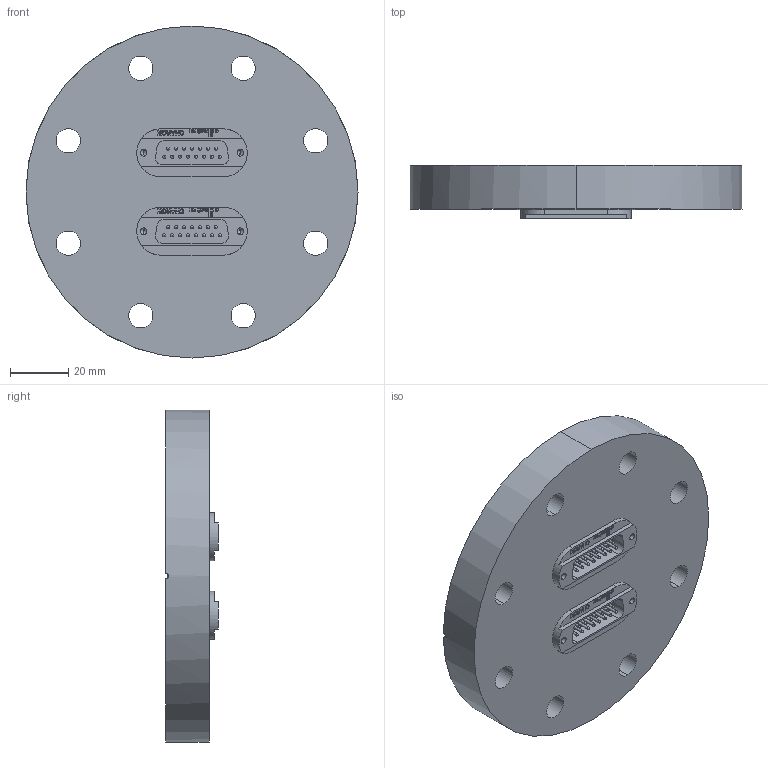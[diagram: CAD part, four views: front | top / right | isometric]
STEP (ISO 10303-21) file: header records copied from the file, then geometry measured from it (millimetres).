
FILE_DESCRIPTION (( 'STEP AP214' ), '1' );
FILE_NAME ('210-D15-C63-2.STEP', '2016-04-29T09:14:20', ( 'allectra' ), ( 'Microsoft' ), 'SwSTEP 2.0', 'SolidWorks 2014', '' );
FILE_SCHEMA (( 'AUTOMOTIVE_DESIGN' ));
Length unit declared in the file: millimetre
Products named in the file (38): 9210-PIN-FENI; 9218-D9-37-SS; 9210-D15-C63-2; 210-D15-C63-2; 218-D9-37-SS_218-D15-SS; 9210-PIN-FENI_Pin vergoldet; 9218-D9-37-SS_15pin 1mm beschr.; 9210-D15-C63-2_DN63
Assembly tree (19 placements, depth 3):
  9210-PIN-FENI
  9210-PIN-FENI
  9210-PIN-FENI
  9210-PIN-FENI
  9210-PIN-FENI
Bounding box: 114.3 x 18.2 x 114.3 mm (x, y, z)
Volume: 137342.7 mm3; surface area: 38506.4 mm2
Topology: 33 solids, 33 shells, 700 faces, 1930 edges, 1272 vertices
Faces by surface type: plane 292, cylinder 274, sphere 60, bspline 54, cone 20
Entity records: 12268 total; most frequent: CARTESIAN_POINT 3559, ORIENTED_EDGE 1670, DIRECTION 1649, EDGE_CURVE 835, AXIS2_PLACEMENT_3D 562, VERTEX_POINT 554, LINE 525, VECTOR 525
